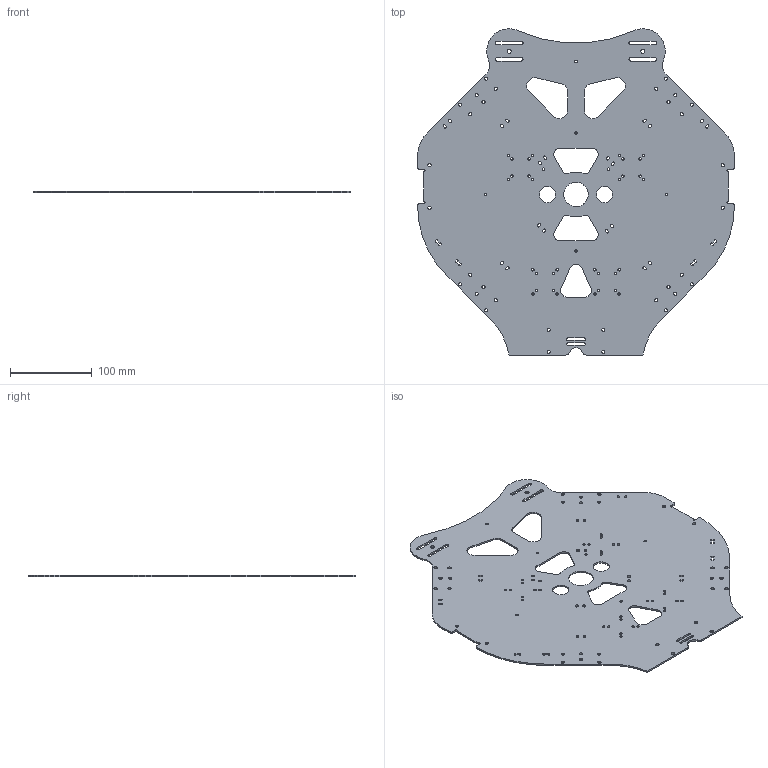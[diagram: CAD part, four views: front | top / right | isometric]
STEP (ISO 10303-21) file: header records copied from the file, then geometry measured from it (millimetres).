
FILE_DESCRIPTION(/* description */ (''),/* implementation_level */ '2;1');
FILE_NAME(/* name */ 'front main plate.step',/* time_stamp */ '2018-01-13T14:26:55-05:00',/* author */ (''),/* organization */ (''),/* preprocessor_version */ 'ST-DEVELOPER v16.13',/* originating_system */ 'Autodesk Translation Framework v6.5.0.72',/* authorisation */ '');
FILE_SCHEMA (('AUTOMOTIVE_DESIGN { 1 0 10303 214 3 1 1 }'));
Length unit declared in the file: millimetre
Products named in the file (1): main plate
Bounding box: 387.65 x 399.42 x 2 mm (x, y, z)
Volume: 215312.5 mm3; surface area: 222996 mm2
Topology: 1 solids, 1 shells, 293 faces, 885 edges, 594 vertices
Faces by surface type: cylinder 185, plane 108
Full cylindrical faces by diameter (mm): 3 x39, 4 x32, 5 x2, 30 x1
Entity records: 10605 total; most frequent: DIRECTION 1859, CARTESIAN_POINT 1773, ORIENTED_EDGE 1770, EDGE_CURVE 885, AXIS2_PLACEMENT_3D 680, VERTEX_POINT 594, EDGE_LOOP 515, LINE 499
